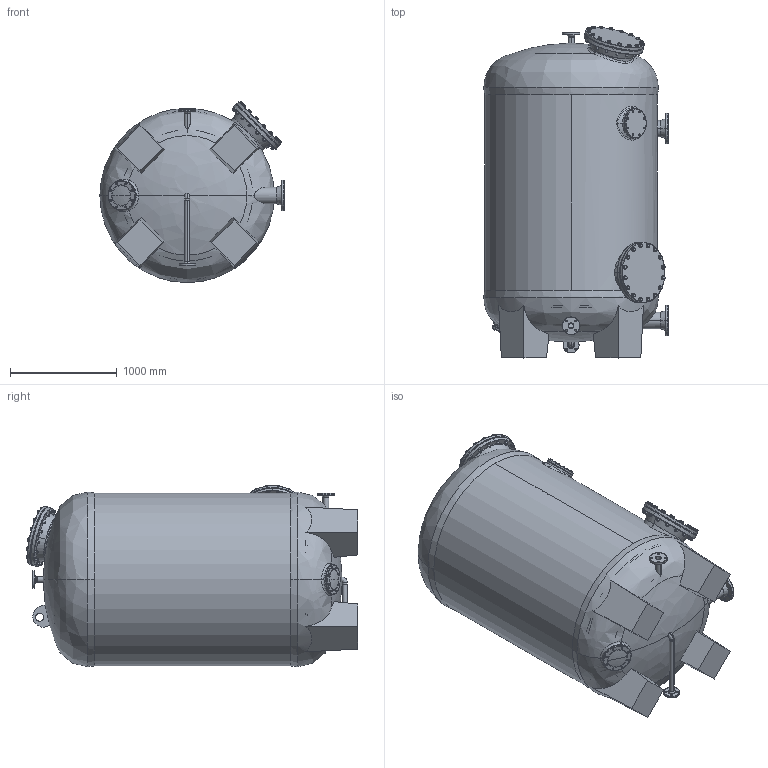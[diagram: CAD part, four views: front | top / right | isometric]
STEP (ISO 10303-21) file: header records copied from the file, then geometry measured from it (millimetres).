
FILE_DESCRIPTION (( 'STEP AP214' ), '1' );
FILE_NAME ('Atlantic 160C.STEP', '2020-11-02T13:31:11', ( '' ), ( '' ), 'SwSTEP 2.0', 'SolidWorks 2019', '' );
FILE_SCHEMA (( 'AUTOMOTIVE_DESIGN' ));
Length unit declared in the file: millimetre
Products named in the file (23): cover_block_dn200; cover_dn400; inlet_flange_dn150; glass_cover_dn200; washer_fi8; vessel_160c; gasket_block_dn200; elbow_dn40; outlet_flange_dn150; gasket_dn200; air_flange_dn50; vent_flange_dn501; hex_screw_m20_100; washer_fi20; hex_screw_m8_40; drain_flange_dn40A; Atlantic 160C; gasket_dn400; hex_nut_m20
Assembly tree (147 placements, depth 3):
  Atlantic 160C
    vessel_160c
    inlet_flange_dn150
    vent_flange_dn501
    cover_dn400
      cover_dn400
      gasket_dn400
      hex_screw_m20_100  x16
      washer_fi20  x16
    glass_cover_dn200
      glass_cover_dn200
      gasket_dn200
      hex_screw_m8_40  x8
      washer_fi8  x8
    cover_dn400
      cover_dn400
      gasket_dn400
      hex_screw_m20_100  x16
      washer_fi20  x16
    hex_nut_m20  x16
    washer_fi20  x16
    cover_block_dn200
      cover_block_dn200
      gasket_block_dn200
      hex_screw_m8_40  x8
      washer_fi8  x8
    outlet_flange_dn150
    air_flange_dn50
    elbow_dn40
    drain_flange_dn40A
Bounding box: 1727.67 x 3112.14 x 1699.96 mm (x, y, z)
Volume: 332824007.7 mm3; surface area: 37074177.3 mm2
Topology: 143 solids, 143 shells, 2431 faces, 5703 edges, 3585 vertices
Faces by surface type: cone 778, plane 753, cylinder 734, bspline 166
Entity records: 63289 total; most frequent: CARTESIAN_POINT 39614, ORIENTED_EDGE 3900, DIRECTION 3343, EDGE_CURVE 1950, AXIS2_PLACEMENT_3D 1440, VERTEX_POINT 1341, EDGE_LOOP 919, CIRCLE 775
